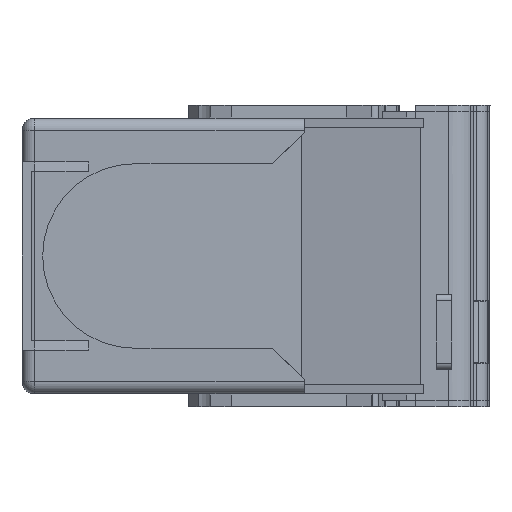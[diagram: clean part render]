
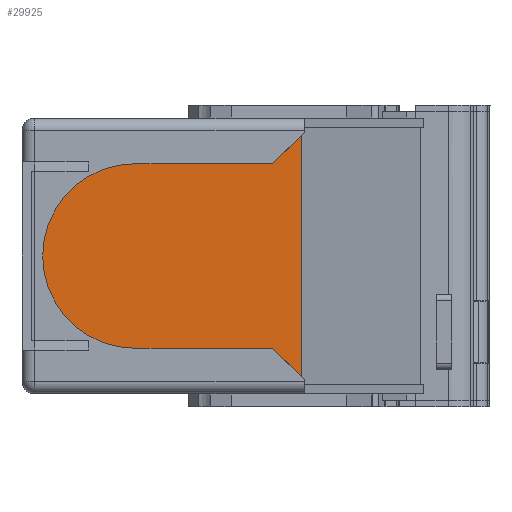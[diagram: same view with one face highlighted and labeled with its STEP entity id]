
A CAD part, left-side view. The second image highlights one B-rep face of the part: STEP entity #29925.
In plain terms, the highlighted planar face has unit normal (-1, 0, 0).
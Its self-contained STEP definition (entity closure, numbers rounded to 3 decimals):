
#154 = VERTEX_POINT ( 'NONE', #395 ) ;
#395 = CARTESIAN_POINT ( 'NONE',  ( -114.953, 9.955, -9.329 ) ) ;
#904 = AXIS2_PLACEMENT_3D ( 'NONE', #8308, #37688, #12574 ) ;
#2525 = VECTOR ( 'NONE', #29170, 1000. ) ;
#2609 = EDGE_CURVE ( 'NONE', #21027, #26278, #36494, .T. ) ;
#4031 = CARTESIAN_POINT ( 'NONE',  ( -114.953, 9.955, 20.071 ) ) ;
#4664 = ORIENTED_EDGE ( 'NONE', *, *, #47796, .T. ) ;
#6550 = VERTEX_POINT ( 'NONE', #20740 ) ;
#8308 = CARTESIAN_POINT ( 'NONE',  ( -114.953, 31.955, 5.371 ) ) ;
#10065 = ORIENTED_EDGE ( 'NONE', *, *, #47415, .T. ) ;
#10582 = EDGE_CURVE ( 'NONE', #48637, #21027, #49098, .T. ) ;
#10624 = VECTOR ( 'NONE', #41193, 1000. ) ;
#12143 = EDGE_CURVE ( 'NONE', #154, #48637, #32115, .T. ) ;
#12324 = CARTESIAN_POINT ( 'NONE',  ( -114.953, 31.955, -9.329 ) ) ;
#12574 = DIRECTION ( 'NONE',  ( 0., 0., 1. ) ) ;
#13691 = ORIENTED_EDGE ( 'NONE', *, *, #49079, .F. ) ;
#15261 = VECTOR ( 'NONE', #19504, 1000. ) ;
#16570 = LINE ( 'NONE', #52201, #26420 ) ;
#17903 = LINE ( 'NONE', #19333, #15261 ) ;
#18442 = CARTESIAN_POINT ( 'NONE',  ( -114.953, 31.955, 5.371 ) ) ;
#18761 = ORIENTED_EDGE ( 'NONE', *, *, #2609, .F. ) ;
#19333 = CARTESIAN_POINT ( 'NONE',  ( -114.953, 31.955, 20.071 ) ) ;
#19504 = DIRECTION ( 'NONE',  ( 0., -1., 0. ) ) ;
#19669 = VECTOR ( 'NONE', #41282, 1000. ) ;
#19757 = DIRECTION ( 'NONE',  ( -1., 0., 0. ) ) ;
#20123 = PLANE ( 'NONE',  #21038 ) ;
#20433 = CARTESIAN_POINT ( 'NONE',  ( -114.953, 46.655, 5.371 ) ) ;
#20740 = CARTESIAN_POINT ( 'NONE',  ( -114.953, 5.455, 24.571 ) ) ;
#21027 = VERTEX_POINT ( 'NONE', #20433 ) ;
#21038 = AXIS2_PLACEMENT_3D ( 'NONE', #40918, #19757, #49123 ) ;
#22704 = DIRECTION ( 'NONE',  ( 0., 0., 1. ) ) ;
#23317 = EDGE_LOOP ( 'NONE', ( #4664, #10065, #13691, #18761, #24964, #25828, #42566 ) ) ;
#24945 = CARTESIAN_POINT ( 'NONE',  ( -114.953, 4.955, -14.329 ) ) ;
#24964 = ORIENTED_EDGE ( 'NONE', *, *, #10582, .F. ) ;
#25828 = ORIENTED_EDGE ( 'NONE', *, *, #12143, .F. ) ;
#26278 = VERTEX_POINT ( 'NONE', #53842 ) ;
#26420 = VECTOR ( 'NONE', #31722, 1000. ) ;
#28671 = CARTESIAN_POINT ( 'NONE',  ( -114.953, 9.955, 20.071 ) ) ;
#29170 = DIRECTION ( 'NONE',  ( 0., -0.707, -0.707 ) ) ;
#29925 = ADVANCED_FACE ( 'NONE', ( #40239 ), #20123, .T. ) ;
#31722 = DIRECTION ( 'NONE',  ( 0., 0., 1. ) ) ;
#32115 = LINE ( 'NONE', #33087, #19669 ) ;
#33087 = CARTESIAN_POINT ( 'NONE',  ( -114.953, 31.955, -9.329 ) ) ;
#34403 = CARTESIAN_POINT ( 'NONE',  ( -114.953, 5.455, -13.829 ) ) ;
#36151 = LINE ( 'NONE', #24945, #2525 ) ;
#36494 = CIRCLE ( 'NONE', #904, 14.7 ) ;
#37590 = AXIS2_PLACEMENT_3D ( 'NONE', #18442, #47486, #22704 ) ;
#37688 = DIRECTION ( 'NONE',  ( 1., 0., 0. ) ) ;
#38229 = VERTEX_POINT ( 'NONE', #4031 ) ;
#40239 = FACE_OUTER_BOUND ( 'NONE', #23317, .T. ) ;
#40918 = CARTESIAN_POINT ( 'NONE',  ( -114.953, 5.455, -148.199 ) ) ;
#41193 = DIRECTION ( 'NONE',  ( 0., 0.707, -0.707 ) ) ;
#41282 = DIRECTION ( 'NONE',  ( 0., 1., 0. ) ) ;
#42566 = ORIENTED_EDGE ( 'NONE', *, *, #48026, .T. ) ;
#42722 = VERTEX_POINT ( 'NONE', #34403 ) ;
#44002 = LINE ( 'NONE', #28671, #10624 ) ;
#47415 = EDGE_CURVE ( 'NONE', #6550, #38229, #44002, .T. ) ;
#47486 = DIRECTION ( 'NONE',  ( 1., 0., 0. ) ) ;
#47796 = EDGE_CURVE ( 'NONE', #42722, #6550, #16570, .T. ) ;
#48026 = EDGE_CURVE ( 'NONE', #154, #42722, #36151, .T. ) ;
#48637 = VERTEX_POINT ( 'NONE', #12324 ) ;
#49079 = EDGE_CURVE ( 'NONE', #26278, #38229, #17903, .T. ) ;
#49098 = CIRCLE ( 'NONE', #37590, 14.7 ) ;
#49123 = DIRECTION ( 'NONE',  ( 0., 0., 1. ) ) ;
#52201 = CARTESIAN_POINT ( 'NONE',  ( -114.953, 5.455, -148.199 ) ) ;
#53842 = CARTESIAN_POINT ( 'NONE',  ( -114.953, 31.955, 20.071 ) ) ;
